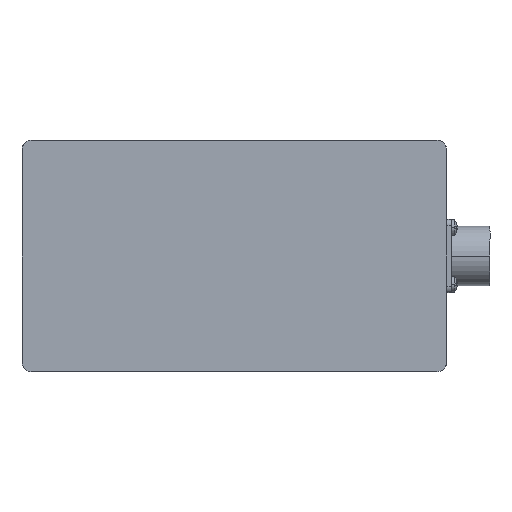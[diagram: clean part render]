
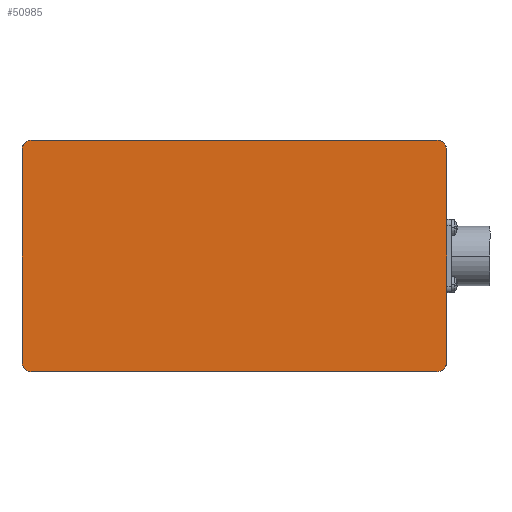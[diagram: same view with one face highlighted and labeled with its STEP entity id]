
A CAD part, front view. The second image highlights one B-rep face of the part: STEP entity #50985.
In plain terms, the highlighted face is planar.
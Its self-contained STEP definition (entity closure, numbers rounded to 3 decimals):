
#516 = CIRCLE ( 'NONE', #50438, 5. ) ;
#1912 = EDGE_CURVE ( 'NONE', #31347, #12752, #34202, .T. ) ;
#2649 = ORIENTED_EDGE ( 'NONE', *, *, #20356, .T. ) ;
#3014 = CARTESIAN_POINT ( 'NONE',  ( 55., -45., -119. ) ) ;
#3190 = VECTOR ( 'NONE', #46907, 1000. ) ;
#3386 = CARTESIAN_POINT ( 'NONE',  ( 55., -40., -119. ) ) ;
#3437 = EDGE_CURVE ( 'NONE', #17651, #38626, #55524, .T. ) ;
#4171 = DIRECTION ( 'NONE',  ( -1., 0., 0. ) ) ;
#5630 = CARTESIAN_POINT ( 'NONE',  ( -55., 170., -119. ) ) ;
#5881 = FACE_OUTER_BOUND ( 'NONE', #52179, .T. ) ;
#7374 = CARTESIAN_POINT ( 'NONE',  ( -55., 175., -119. ) ) ;
#8644 = ORIENTED_EDGE ( 'NONE', *, *, #29835, .T. ) ;
#9270 = CIRCLE ( 'NONE', #45667, 5. ) ;
#11442 = DIRECTION ( 'NONE',  ( -1., 0., 0. ) ) ;
#11491 = VECTOR ( 'NONE', #27230, 1000. ) ;
#12752 = VERTEX_POINT ( 'NONE', #35409 ) ;
#13500 = AXIS2_PLACEMENT_3D ( 'NONE', #3386, #33381, #64341 ) ;
#13654 = DIRECTION ( 'NONE',  ( 0., 0., -1. ) ) ;
#14187 = ORIENTED_EDGE ( 'NONE', *, *, #3437, .T. ) ;
#15342 = PLANE ( 'NONE',  #26970 ) ;
#15358 = DIRECTION ( 'NONE',  ( -1., 0., 0. ) ) ;
#16016 = CARTESIAN_POINT ( 'NONE',  ( -55., -40., -119. ) ) ;
#16765 = EDGE_CURVE ( 'NONE', #45257, #32690, #56626, .T. ) ;
#17651 = VERTEX_POINT ( 'NONE', #35115 ) ;
#18709 = EDGE_CURVE ( 'NONE', #32690, #17651, #34088, .T. ) ;
#20000 = DIRECTION ( 'NONE',  ( 0., -1., 0. ) ) ;
#20356 = EDGE_CURVE ( 'NONE', #38626, #31347, #56194, .T. ) ;
#23219 = CARTESIAN_POINT ( 'NONE',  ( -60., 170., -119. ) ) ;
#23694 = CARTESIAN_POINT ( 'NONE',  ( -60., -40., -119. ) ) ;
#24845 = ORIENTED_EDGE ( 'NONE', *, *, #18709, .T. ) ;
#25494 = CARTESIAN_POINT ( 'NONE',  ( 60., 170., -119. ) ) ;
#26970 = AXIS2_PLACEMENT_3D ( 'NONE', #46272, #45625, #11442 ) ;
#27230 = DIRECTION ( 'NONE',  ( 1., 0., 0. ) ) ;
#27838 = AXIS2_PLACEMENT_3D ( 'NONE', #58333, #13654, #4171 ) ;
#29099 = ORIENTED_EDGE ( 'NONE', *, *, #1912, .T. ) ;
#29290 = VECTOR ( 'NONE', #34857, 1000. ) ;
#29835 = EDGE_CURVE ( 'NONE', #12752, #62058, #516, .T. ) ;
#30732 = DIRECTION ( 'NONE',  ( 0., 0., -1. ) ) ;
#31347 = VERTEX_POINT ( 'NONE', #3014 ) ;
#32690 = VERTEX_POINT ( 'NONE', #54516 ) ;
#33381 = DIRECTION ( 'NONE',  ( 0., 0., -1. ) ) ;
#33782 = CARTESIAN_POINT ( 'NONE',  ( -60., -40., -119. ) ) ;
#34088 = CIRCLE ( 'NONE', #27838, 5. ) ;
#34194 = CARTESIAN_POINT ( 'NONE',  ( -55., 175., -119. ) ) ;
#34202 = LINE ( 'NONE', #54108, #29290 ) ;
#34435 = EDGE_CURVE ( 'NONE', #42604, #45257, #9270, .T. ) ;
#34857 = DIRECTION ( 'NONE',  ( -1., 0., 0. ) ) ;
#35115 = CARTESIAN_POINT ( 'NONE',  ( 60., 170., -119. ) ) ;
#35409 = CARTESIAN_POINT ( 'NONE',  ( -55., -45., -119. ) ) ;
#38626 = VERTEX_POINT ( 'NONE', #53053 ) ;
#42604 = VERTEX_POINT ( 'NONE', #23219 ) ;
#44540 = ORIENTED_EDGE ( 'NONE', *, *, #16765, .T. ) ;
#45257 = VERTEX_POINT ( 'NONE', #34194 ) ;
#45371 = DIRECTION ( 'NONE',  ( -1., 0., 0. ) ) ;
#45625 = DIRECTION ( 'NONE',  ( 0., 0., -1. ) ) ;
#45667 = AXIS2_PLACEMENT_3D ( 'NONE', #5630, #30732, #45371 ) ;
#46208 = ORIENTED_EDGE ( 'NONE', *, *, #34435, .T. ) ;
#46272 = CARTESIAN_POINT ( 'NONE',  ( 55., -40., -119. ) ) ;
#46907 = DIRECTION ( 'NONE',  ( 0., 1., 0. ) ) ;
#49017 = ORIENTED_EDGE ( 'NONE', *, *, #49154, .T. ) ;
#49154 = EDGE_CURVE ( 'NONE', #62058, #42604, #58577, .T. ) ;
#50438 = AXIS2_PLACEMENT_3D ( 'NONE', #16016, #56452, #15358 ) ;
#50985 = ADVANCED_FACE ( 'NONE', ( #5881 ), #15342, .T. ) ;
#52179 = EDGE_LOOP ( 'NONE', ( #2649, #29099, #8644, #49017, #46208, #44540, #24845, #14187 ) ) ;
#53053 = CARTESIAN_POINT ( 'NONE',  ( 60., -40., -119. ) ) ;
#54108 = CARTESIAN_POINT ( 'NONE',  ( 55., -45., -119. ) ) ;
#54331 = VECTOR ( 'NONE', #20000, 1000. ) ;
#54516 = CARTESIAN_POINT ( 'NONE',  ( 55., 175., -119. ) ) ;
#55524 = LINE ( 'NONE', #25494, #54331 ) ;
#56194 = CIRCLE ( 'NONE', #13500, 5. ) ;
#56452 = DIRECTION ( 'NONE',  ( 0., 0., -1. ) ) ;
#56626 = LINE ( 'NONE', #7374, #11491 ) ;
#58333 = CARTESIAN_POINT ( 'NONE',  ( 55., 170., -119. ) ) ;
#58577 = LINE ( 'NONE', #33782, #3190 ) ;
#62058 = VERTEX_POINT ( 'NONE', #23694 ) ;
#64341 = DIRECTION ( 'NONE',  ( -1., 0., 0. ) ) ;
